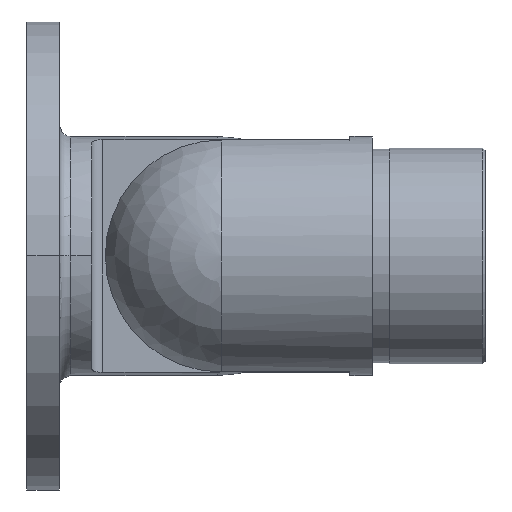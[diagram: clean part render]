
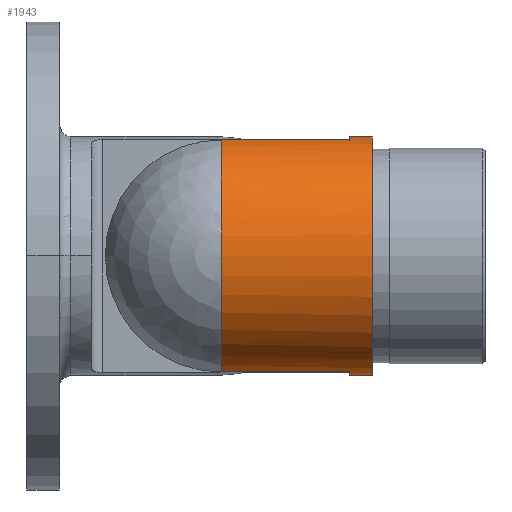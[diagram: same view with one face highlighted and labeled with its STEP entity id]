
A CAD part, top view. The second image highlights one B-rep face of the part: STEP entity #1943.
In plain terms, the highlighted cylindrical face has radius 21.2 mm (diameter 42.4 mm), a partial arc.
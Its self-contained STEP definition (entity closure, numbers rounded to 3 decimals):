
#40 = ORIENTED_EDGE ( 'NONE', *, *, #108, .T. ) ;
#108 = EDGE_CURVE ( 'NONE', #3101, #2451, #4084, .T. ) ;
#212 = CARTESIAN_POINT ( 'NONE',  ( 59.8, 20.577, -5.1 ) ) ;
#314 = AXIS2_PLACEMENT_3D ( 'NONE', #4221, #2656, #496 ) ;
#496 = DIRECTION ( 'NONE',  ( 0., -1., 0. ) ) ;
#508 = VECTOR ( 'NONE', #1431, 1000. ) ;
#535 = ORIENTED_EDGE ( 'NONE', *, *, #1563, .T. ) ;
#547 = VERTEX_POINT ( 'NONE', #2671 ) ;
#549 = EDGE_CURVE ( 'NONE', #2451, #1183, #4212, .T. ) ;
#692 = EDGE_CURVE ( 'NONE', #4967, #2760, #2791, .T. ) ;
#739 = CARTESIAN_POINT ( 'NONE',  ( 33., -21.2, 0. ) ) ;
#771 = CARTESIAN_POINT ( 'NONE',  ( 0., 20.577, -5.1 ) ) ;
#791 = CIRCLE ( 'NONE', #4970, 21.2 ) ;
#1009 = DIRECTION ( 'NONE',  ( -1., 0., 0. ) ) ;
#1095 = LINE ( 'NONE', #4158, #3441 ) ;
#1156 = CARTESIAN_POINT ( 'NONE',  ( 37., 0., 0. ) ) ;
#1183 = VERTEX_POINT ( 'NONE', #212 ) ;
#1247 = DIRECTION ( 'NONE',  ( -1., 0., 0. ) ) ;
#1277 = ORIENTED_EDGE ( 'NONE', *, *, #2908, .F. ) ;
#1298 = CARTESIAN_POINT ( 'NONE',  ( 37., 20.577, -5.1 ) ) ;
#1392 = AXIS2_PLACEMENT_3D ( 'NONE', #1532, #2709, #3819 ) ;
#1415 = DIRECTION ( 'NONE',  ( -1., 0., 0. ) ) ;
#1417 = ORIENTED_EDGE ( 'NONE', *, *, #549, .T. ) ;
#1431 = DIRECTION ( 'NONE',  ( -1., 0., 0. ) ) ;
#1510 = ORIENTED_EDGE ( 'NONE', *, *, #3567, .F. ) ;
#1532 = CARTESIAN_POINT ( 'NONE',  ( 37., 0., 0. ) ) ;
#1557 = EDGE_LOOP ( 'NONE', ( #1277, #40, #1417, #535, #4327, #1931, #4452, #1510 ) ) ;
#1563 = EDGE_CURVE ( 'NONE', #1183, #4967, #791, .T. ) ;
#1931 = ORIENTED_EDGE ( 'NONE', *, *, #3006, .T. ) ;
#1943 = ADVANCED_FACE ( 'NONE', ( #3309 ), #2478, .T. ) ;
#2008 = VECTOR ( 'NONE', #1247, 1000. ) ;
#2054 = DIRECTION ( 'NONE',  ( -1., 0., 0. ) ) ;
#2171 = CARTESIAN_POINT ( 'NONE',  ( 0., 21.2, 0. ) ) ;
#2451 = VERTEX_POINT ( 'NONE', #1298 ) ;
#2478 = CYLINDRICAL_SURFACE ( 'NONE', #4325, 21.2 ) ;
#2588 = LINE ( 'NONE', #2171, #508 ) ;
#2656 = DIRECTION ( 'NONE',  ( -1., 0., 0. ) ) ;
#2671 = CARTESIAN_POINT ( 'NONE',  ( 33., 21.2, 0. ) ) ;
#2674 = DIRECTION ( 'NONE',  ( 0., 0., 1. ) ) ;
#2704 = CARTESIAN_POINT ( 'NONE',  ( 59.8, -20.577, -5.1 ) ) ;
#2709 = DIRECTION ( 'NONE',  ( -1., 0., 0. ) ) ;
#2760 = VERTEX_POINT ( 'NONE', #4335 ) ;
#2779 = CARTESIAN_POINT ( 'NONE',  ( 59.8, 0., 0. ) ) ;
#2791 = LINE ( 'NONE', #4713, #2008 ) ;
#2850 = DIRECTION ( 'NONE',  ( 0., -1., 0. ) ) ;
#2899 = CARTESIAN_POINT ( 'NONE',  ( 0., 0., 0. ) ) ;
#2908 = EDGE_CURVE ( 'NONE', #3101, #547, #2588, .T. ) ;
#2954 = VECTOR ( 'NONE', #3329, 1000. ) ;
#3006 = EDGE_CURVE ( 'NONE', #2760, #4546, #4852, .T. ) ;
#3034 = CARTESIAN_POINT ( 'NONE',  ( 37., 21.2, 0. ) ) ;
#3101 = VERTEX_POINT ( 'NONE', #3034 ) ;
#3309 = FACE_OUTER_BOUND ( 'NONE', #1557, .T. ) ;
#3329 = DIRECTION ( 'NONE',  ( 1., 0., 0. ) ) ;
#3441 = VECTOR ( 'NONE', #1415, 1000. ) ;
#3567 = EDGE_CURVE ( 'NONE', #547, #4219, #3682, .T. ) ;
#3682 = CIRCLE ( 'NONE', #314, 21.2 ) ;
#3819 = DIRECTION ( 'NONE',  ( 0., 0., 1. ) ) ;
#3901 = EDGE_CURVE ( 'NONE', #4546, #4219, #1095, .T. ) ;
#4084 = CIRCLE ( 'NONE', #4825, 21.2 ) ;
#4158 = CARTESIAN_POINT ( 'NONE',  ( 0., -21.2, 0. ) ) ;
#4212 = LINE ( 'NONE', #771, #2954 ) ;
#4216 = DIRECTION ( 'NONE',  ( -1., 0., 0. ) ) ;
#4219 = VERTEX_POINT ( 'NONE', #739 ) ;
#4221 = CARTESIAN_POINT ( 'NONE',  ( 33., 0., 0. ) ) ;
#4306 = CARTESIAN_POINT ( 'NONE',  ( 37., -21.2, 0. ) ) ;
#4325 = AXIS2_PLACEMENT_3D ( 'NONE', #2899, #1009, #4469 ) ;
#4327 = ORIENTED_EDGE ( 'NONE', *, *, #692, .T. ) ;
#4335 = CARTESIAN_POINT ( 'NONE',  ( 37., -20.577, -5.1 ) ) ;
#4452 = ORIENTED_EDGE ( 'NONE', *, *, #3901, .T. ) ;
#4469 = DIRECTION ( 'NONE',  ( 0., -1., 0. ) ) ;
#4546 = VERTEX_POINT ( 'NONE', #4306 ) ;
#4713 = CARTESIAN_POINT ( 'NONE',  ( 0., -20.577, -5.1 ) ) ;
#4825 = AXIS2_PLACEMENT_3D ( 'NONE', #1156, #4216, #2674 ) ;
#4852 = CIRCLE ( 'NONE', #1392, 21.2 ) ;
#4967 = VERTEX_POINT ( 'NONE', #2704 ) ;
#4970 = AXIS2_PLACEMENT_3D ( 'NONE', #2779, #2054, #2850 ) ;
